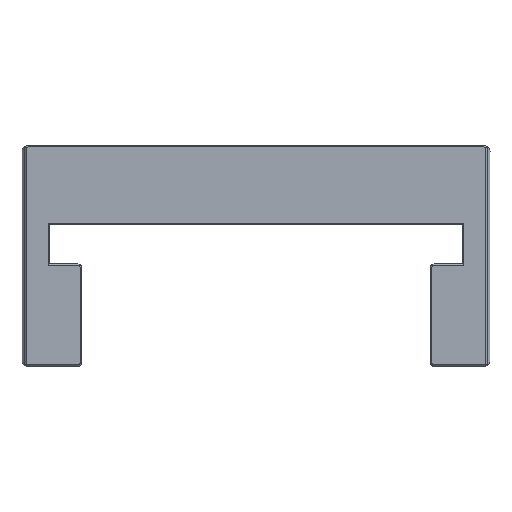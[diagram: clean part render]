
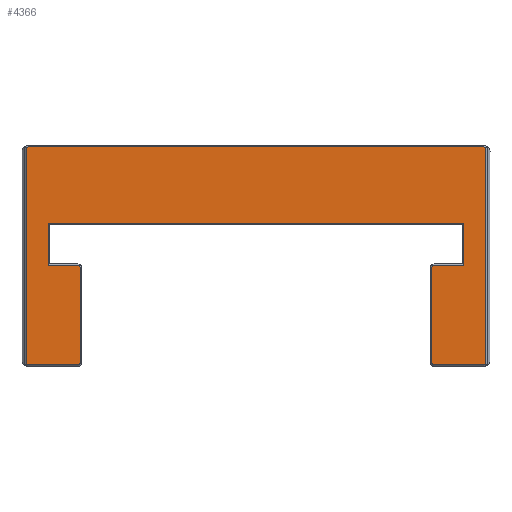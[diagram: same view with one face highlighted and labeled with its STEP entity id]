
A CAD part, top view. The second image highlights one B-rep face of the part: STEP entity #4366.
In plain terms, the highlighted planar face has unit normal (0, 0, 1).
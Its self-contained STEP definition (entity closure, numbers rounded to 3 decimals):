
#55=CIRCLE('',#4653,0.6);
#56=CIRCLE('',#4654,0.6);
#57=CIRCLE('',#4655,0.6);
#58=CIRCLE('',#4656,0.6);
#59=CIRCLE('',#4657,0.6);
#60=CIRCLE('',#4658,0.6);
#61=CIRCLE('',#4659,0.6);
#62=CIRCLE('',#4660,0.6);
#136=PLANE('',#4652);
#337=FACE_OUTER_BOUND('',#588,.T.);
#588=EDGE_LOOP('',(#3123,#3124,#3125,#3126,#3127,#3128,#3129,#3130,#3131,
#3132,#3133,#3134,#3135,#3136,#3137,#3138,#3139,#3140,#3141,#3142));
#906=LINE('',#6366,#1459);
#909=LINE('',#6372,#1462);
#915=LINE('',#6395,#1468);
#916=LINE('',#6397,#1469);
#917=LINE('',#6401,#1470);
#918=LINE('',#6405,#1471);
#919=LINE('',#6409,#1472);
#920=LINE('',#6413,#1473);
#921=LINE('',#6417,#1474);
#922=LINE('',#6421,#1475);
#923=LINE('',#6425,#1476);
#924=LINE('',#6428,#1477);
#1459=VECTOR('',#5074,10.);
#1462=VECTOR('',#5079,10.);
#1468=VECTOR('',#5103,10.);
#1469=VECTOR('',#5104,10.);
#1470=VECTOR('',#5107,10.);
#1471=VECTOR('',#5110,10.);
#1472=VECTOR('',#5113,10.);
#1473=VECTOR('',#5116,10.);
#1474=VECTOR('',#5119,10.);
#1475=VECTOR('',#5122,10.);
#1476=VECTOR('',#5125,10.);
#1477=VECTOR('',#5128,10.);
#2022=VERTEX_POINT('',#6362);
#2023=VERTEX_POINT('',#6364);
#2024=VERTEX_POINT('',#6368);
#2025=VERTEX_POINT('',#6370);
#2034=VERTEX_POINT('',#6396);
#2035=VERTEX_POINT('',#6398);
#2036=VERTEX_POINT('',#6400);
#2037=VERTEX_POINT('',#6402);
#2038=VERTEX_POINT('',#6404);
#2039=VERTEX_POINT('',#6406);
#2040=VERTEX_POINT('',#6408);
#2041=VERTEX_POINT('',#6410);
#2042=VERTEX_POINT('',#6412);
#2043=VERTEX_POINT('',#6414);
#2044=VERTEX_POINT('',#6416);
#2045=VERTEX_POINT('',#6418);
#2046=VERTEX_POINT('',#6420);
#2047=VERTEX_POINT('',#6422);
#2048=VERTEX_POINT('',#6424);
#2049=VERTEX_POINT('',#6426);
#2446=EDGE_CURVE('',#2023,#2022,#906,.T.);
#2449=EDGE_CURVE('',#2025,#2024,#909,.T.);
#2461=EDGE_CURVE('',#2023,#2024,#915,.T.);
#2462=EDGE_CURVE('',#2034,#2025,#916,.T.);
#2463=EDGE_CURVE('',#2035,#2034,#55,.T.);
#2464=EDGE_CURVE('',#2036,#2035,#917,.T.);
#2465=EDGE_CURVE('',#2037,#2036,#56,.T.);
#2466=EDGE_CURVE('',#2038,#2037,#918,.T.);
#2467=EDGE_CURVE('',#2039,#2038,#57,.T.);
#2468=EDGE_CURVE('',#2040,#2039,#919,.T.);
#2469=EDGE_CURVE('',#2041,#2040,#58,.T.);
#2470=EDGE_CURVE('',#2042,#2041,#920,.T.);
#2471=EDGE_CURVE('',#2043,#2042,#59,.T.);
#2472=EDGE_CURVE('',#2044,#2043,#921,.T.);
#2473=EDGE_CURVE('',#2045,#2044,#60,.T.);
#2474=EDGE_CURVE('',#2046,#2045,#922,.T.);
#2475=EDGE_CURVE('',#2047,#2046,#61,.T.);
#2476=EDGE_CURVE('',#2048,#2047,#923,.T.);
#2477=EDGE_CURVE('',#2049,#2048,#62,.T.);
#2478=EDGE_CURVE('',#2022,#2049,#924,.T.);
#3123=ORIENTED_EDGE('',*,*,#2461,.T.);
#3124=ORIENTED_EDGE('',*,*,#2449,.F.);
#3125=ORIENTED_EDGE('',*,*,#2462,.F.);
#3126=ORIENTED_EDGE('',*,*,#2463,.F.);
#3127=ORIENTED_EDGE('',*,*,#2464,.F.);
#3128=ORIENTED_EDGE('',*,*,#2465,.F.);
#3129=ORIENTED_EDGE('',*,*,#2466,.F.);
#3130=ORIENTED_EDGE('',*,*,#2467,.F.);
#3131=ORIENTED_EDGE('',*,*,#2468,.F.);
#3132=ORIENTED_EDGE('',*,*,#2469,.F.);
#3133=ORIENTED_EDGE('',*,*,#2470,.F.);
#3134=ORIENTED_EDGE('',*,*,#2471,.F.);
#3135=ORIENTED_EDGE('',*,*,#2472,.F.);
#3136=ORIENTED_EDGE('',*,*,#2473,.F.);
#3137=ORIENTED_EDGE('',*,*,#2474,.F.);
#3138=ORIENTED_EDGE('',*,*,#2475,.F.);
#3139=ORIENTED_EDGE('',*,*,#2476,.F.);
#3140=ORIENTED_EDGE('',*,*,#2477,.F.);
#3141=ORIENTED_EDGE('',*,*,#2478,.F.);
#3142=ORIENTED_EDGE('',*,*,#2446,.F.);
#4366=ADVANCED_FACE('',(#337),#136,.F.);
#4652=AXIS2_PLACEMENT_3D('',#6394,#5101,#5102);
#4653=AXIS2_PLACEMENT_3D('',#6399,#5105,#5106);
#4654=AXIS2_PLACEMENT_3D('',#6403,#5108,#5109);
#4655=AXIS2_PLACEMENT_3D('',#6407,#5111,#5112);
#4656=AXIS2_PLACEMENT_3D('',#6411,#5114,#5115);
#4657=AXIS2_PLACEMENT_3D('',#6415,#5117,#5118);
#4658=AXIS2_PLACEMENT_3D('',#6419,#5120,#5121);
#4659=AXIS2_PLACEMENT_3D('',#6423,#5123,#5124);
#4660=AXIS2_PLACEMENT_3D('',#6427,#5126,#5127);
#5074=DIRECTION('',(0.,-1.,0.));
#5079=DIRECTION('',(0.,1.,0.));
#5101=DIRECTION('center_axis',(0.,0.,
-1.));
#5102=DIRECTION('ref_axis',(-1.,0.,0.));
#5103=DIRECTION('',(1.,0.,0.));
#5104=DIRECTION('',(1.,0.,0.));
#5105=DIRECTION('center_axis',(0.,0.,
-1.));
#5106=DIRECTION('ref_axis',(-0.707,0.707,0.));
#5107=DIRECTION('',(0.,1.,0.));
#5108=DIRECTION('center_axis',(0.,0.,
-1.));
#5109=DIRECTION('ref_axis',(-0.707,-0.707,0.));
#5110=DIRECTION('',(-1.,0.,0.));
#5111=DIRECTION('center_axis',(0.,0.,
-1.));
#5112=DIRECTION('ref_axis',(-0.707,-0.707,0.));
#5113=DIRECTION('',(0.,-1.,0.));
#5114=DIRECTION('center_axis',(0.,0.,
-1.));
#5115=DIRECTION('ref_axis',(-0.707,0.707,0.));
#5116=DIRECTION('',(1.,0.,0.));
#5117=DIRECTION('center_axis',(0.,0.,
-1.));
#5118=DIRECTION('ref_axis',(0.707,0.707,0.));
#5119=DIRECTION('',(0.,1.,0.));
#5120=DIRECTION('center_axis',(0.,0.,
-1.));
#5121=DIRECTION('ref_axis',(0.707,-0.707,0.));
#5122=DIRECTION('',(-1.,0.,0.));
#5123=DIRECTION('center_axis',(0.,0.,
-1.));
#5124=DIRECTION('ref_axis',(0.707,-0.707,0.));
#5125=DIRECTION('',(0.,-1.,0.));
#5126=DIRECTION('center_axis',(0.,0.,
-1.));
#5127=DIRECTION('ref_axis',(0.707,0.707,0.));
#5128=DIRECTION('',(1.,0.,0.));
#6362=CARTESIAN_POINT('',(18.85,-22.666,4.093));
#6364=CARTESIAN_POINT('',(18.85,-10.866,4.093));
#6366=CARTESIAN_POINT('',(18.85,2.921,4.093));
#6368=CARTESIAN_POINT('',(135.65,-10.866,4.093));
#6370=CARTESIAN_POINT('',(135.65,-22.666,4.093));
#6372=CARTESIAN_POINT('',(135.65,2.921,4.093));
#6394=CARTESIAN_POINT('Origin',(157.535,5.984,4.093));
#6395=CARTESIAN_POINT('',(123.7,-10.866,4.093));
#6396=CARTESIAN_POINT('',(127.25,-22.666,4.093));
#6397=CARTESIAN_POINT('',(89.392,-22.666,4.093));
#6398=CARTESIAN_POINT('',(126.65,-23.266,4.093));
#6399=CARTESIAN_POINT('Origin',(127.25,-23.266,4.093));
#6400=CARTESIAN_POINT('',(126.65,-50.016,4.093));
#6401=CARTESIAN_POINT('',(126.65,-15.266,4.093));
#6402=CARTESIAN_POINT('',(127.25,-50.616,4.093));
#6403=CARTESIAN_POINT('Origin',(127.25,-50.016,4.093));
#6404=CARTESIAN_POINT('',(141.15,-50.616,4.093));
#6405=CARTESIAN_POINT('',(140.301,-50.616,4.093));
#6406=CARTESIAN_POINT('',(141.75,-50.016,4.093));
#6407=CARTESIAN_POINT('Origin',(141.15,-50.016,4.093));
#6408=CARTESIAN_POINT('',(141.75,9.984,4.093));
#6409=CARTESIAN_POINT('',(141.75,-20.016,4.093));
#6410=CARTESIAN_POINT('',(141.15,10.584,4.093));
#6411=CARTESIAN_POINT('Origin',(141.15,9.984,4.093));
#6412=CARTESIAN_POINT('',(13.35,10.584,4.093));
#6413=CARTESIAN_POINT('',(147.393,10.584,4.093));
#6414=CARTESIAN_POINT('',(12.75,9.984,4.093));
#6415=CARTESIAN_POINT('Origin',(13.35,9.984,4.093));
#6416=CARTESIAN_POINT('',(12.75,-50.016,4.093));
#6417=CARTESIAN_POINT('',(12.75,-20.016,4.093));
#6418=CARTESIAN_POINT('',(13.35,-50.616,4.093));
#6419=CARTESIAN_POINT('Origin',(13.35,-50.016,4.093));
#6420=CARTESIAN_POINT('',(27.25,-50.616,4.093));
#6421=CARTESIAN_POINT('',(94.484,-50.616,4.093));
#6422=CARTESIAN_POINT('',(27.85,-50.016,4.093));
#6423=CARTESIAN_POINT('Origin',(27.25,-50.016,4.093));
#6424=CARTESIAN_POINT('',(27.85,-23.266,4.093));
#6425=CARTESIAN_POINT('',(27.85,-15.266,4.093));
#6426=CARTESIAN_POINT('',(27.25,-22.666,4.093));
#6427=CARTESIAN_POINT('Origin',(27.25,-23.266,4.093));
#6428=CARTESIAN_POINT('',(89.392,-22.666,4.093));
